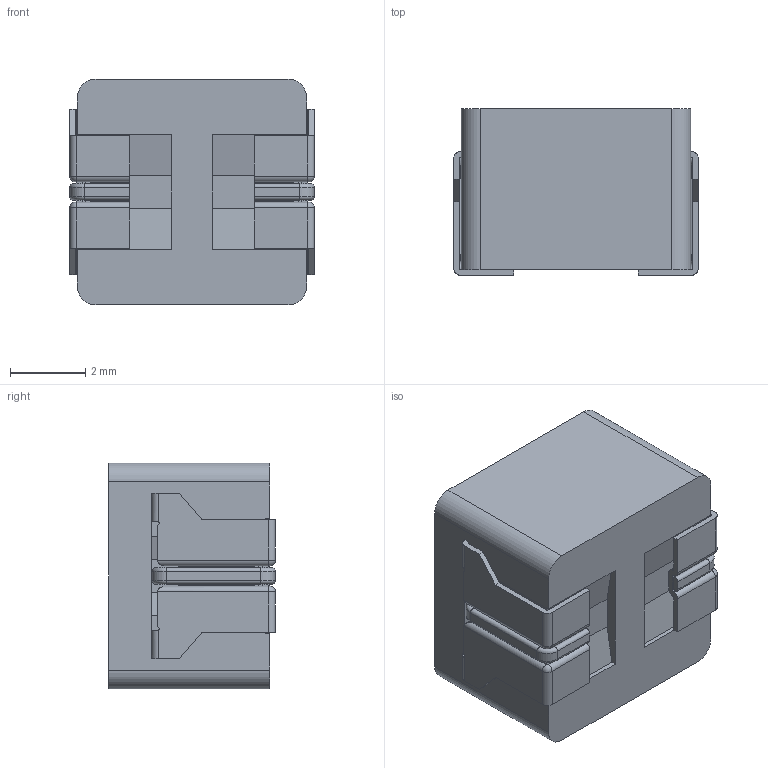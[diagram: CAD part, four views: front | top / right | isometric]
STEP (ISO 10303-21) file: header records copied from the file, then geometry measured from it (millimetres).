
FILE_DESCRIPTION (( 'STEP AP214' ), '1' );
FILE_NAME ('M0645M_100YFN_提出用.STEP', '2016-01-12T08:04:55', ( '' ), ( '' ), 'SwSTEP 2.0', 'SolidWorks 2014', '' );
FILE_SCHEMA (( 'AUTOMOTIVE_DESIGN' ));
Length unit declared in the file: millimetre
Products named in the file (2): M0645M_100YFN_提出用
Assembly tree (1 placements, depth 2):
  M0645M_100YFN_提出用
    M0645M_100YFN_提出用
Bounding box: 6.5 x 4.43 x 6 mm (x, y, z)
Volume: 155 mm3; surface area: 246.9 mm2
Topology: 1 solids, 1 shells, 206 faces, 570 edges, 352 vertices
Faces by surface type: plane 112, cylinder 82, torus 12
Entity records: 8922 total; most frequent: CARTESIAN_POINT 1236, ORIENTED_EDGE 1140, DIRECTION 1134, EDGE_CURVE 570, VECTOR 402, LINE 402, AXIS2_PLACEMENT_3D 366, VERTEX_POINT 352
